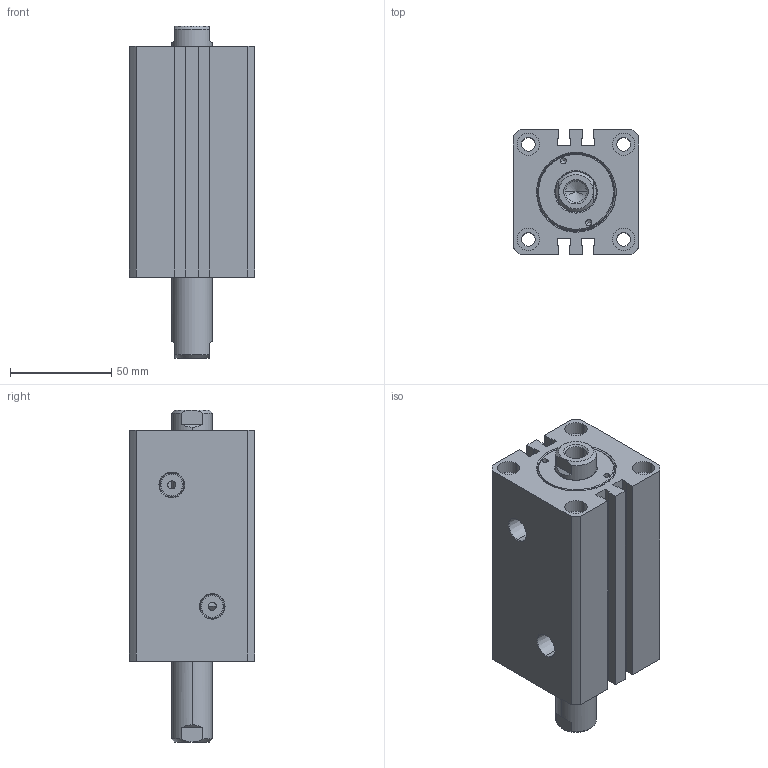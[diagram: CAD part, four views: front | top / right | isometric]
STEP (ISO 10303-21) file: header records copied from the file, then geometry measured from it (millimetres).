
FILE_DESCRIPTION (( 'STEP AP203' ), '1' );
FILE_NAME ('CHTM-SW32-30N.STEP', '2018-05-10T10:18:49', ( '' ), ( '' ), 'SwSTEP 2.0', 'SolidWorks 2015', '' );
FILE_SCHEMA (( 'CONFIG_CONTROL_DESIGN' ));
Length unit declared in the file: millimetre
Products named in the file (7): 活塞02; 掛极SW32-30N; CHTM-SW32-30N; 活塞杆SW32-30N01; 活塞杆SW32-30N; CHTB-SW32QG; 活塞03
Assembly tree (6 placements, depth 2):
  CHTM-SW32-30N
    掛极SW32-30N
    CHTB-SW32QG
    活塞02
    活塞03
    活塞杆SW32-30N
    活塞杆SW32-30N01
Bounding box: 62 x 62 x 164 mm (x, y, z)
Volume: 381155.5 mm3; surface area: 96058.1 mm2
Topology: 6 solids, 6 shells, 403 faces, 1089 edges, 720 vertices
Faces by surface type: cylinder 229, plane 88, cone 42, bspline 26, torus 18
Entity records: 26493 total; most frequent: CARTESIAN_POINT 16569, ORIENTED_EDGE 2158, DIRECTION 1689, EDGE_CURVE 1079, VERTEX_POINT 720, AXIS2_PLACEMENT_3D 649, EDGE_LOOP 455, ADVANCED_FACE 403
